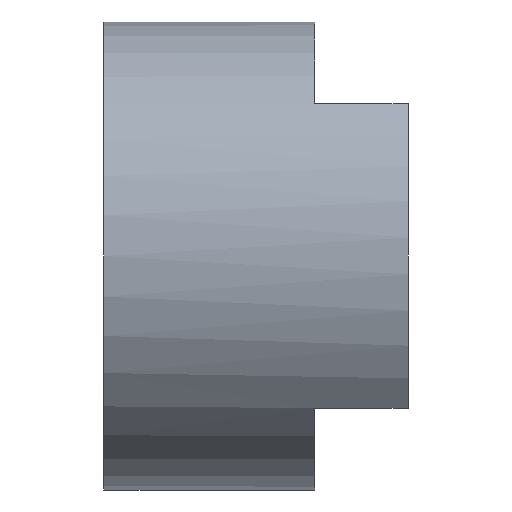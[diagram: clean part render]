
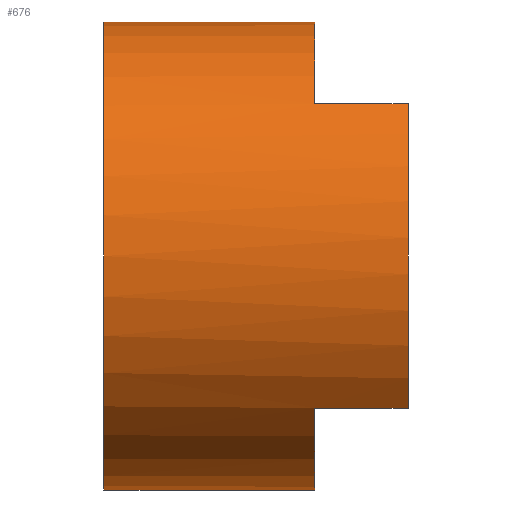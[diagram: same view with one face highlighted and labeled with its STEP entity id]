
A CAD part, left-side view. The second image highlights one B-rep face of the part: STEP entity #676.
In plain terms, the highlighted cylindrical face has radius 10 mm (diameter 20 mm), a partial arc.
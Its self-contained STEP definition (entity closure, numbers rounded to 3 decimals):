
#16 = AXIS2_PLACEMENT_3D ( 'NONE', #136, #561, #25 ) ;
#18 = DIRECTION ( 'NONE',  ( 0., 0., 1. ) ) ;
#20 = LINE ( 'NONE', #360, #655 ) ;
#25 = DIRECTION ( 'NONE',  ( 0., 0., 1. ) ) ;
#33 = VERTEX_POINT ( 'NONE', #799 ) ;
#59 = CARTESIAN_POINT ( 'NONE',  ( -7.599, 4., -6.5 ) ) ;
#98 = ORIENTED_EDGE ( 'NONE', *, *, #541, .T. ) ;
#118 = DIRECTION ( 'NONE',  ( 0., 1., 0. ) ) ;
#135 = CARTESIAN_POINT ( 'NONE',  ( -7.599, 4., 6.5 ) ) ;
#136 = CARTESIAN_POINT ( 'NONE',  ( 0., 13., 0. ) ) ;
#150 = EDGE_CURVE ( 'NONE', #515, #33, #926, .T. ) ;
#155 = DIRECTION ( 'NONE',  ( 0., 0., 1. ) ) ;
#173 = VECTOR ( 'NONE', #800, 1000. ) ;
#201 = CARTESIAN_POINT ( 'NONE',  ( 0., 4., 0. ) ) ;
#207 = EDGE_CURVE ( 'NONE', #394, #993, #407, .T. ) ;
#215 = DIRECTION ( 'NONE',  ( 0., 1., 0. ) ) ;
#219 = VERTEX_POINT ( 'NONE', #59 ) ;
#221 = LINE ( 'NONE', #322, #173 ) ;
#253 = DIRECTION ( 'NONE',  ( 0., 1., 0. ) ) ;
#289 = CARTESIAN_POINT ( 'NONE',  ( 0., 0., 0. ) ) ;
#297 = DIRECTION ( 'NONE',  ( 0., 0., 1. ) ) ;
#298 = LINE ( 'NONE', #605, #1242 ) ;
#322 = CARTESIAN_POINT ( 'NONE',  ( -7.599, -16.401, 6.5 ) ) ;
#360 = CARTESIAN_POINT ( 'NONE',  ( -7.599, -16.401, -6.5 ) ) ;
#364 = EDGE_CURVE ( 'NONE', #644, #219, #20, .T. ) ;
#378 = AXIS2_PLACEMENT_3D ( 'NONE', #289, #1074, #845 ) ;
#391 = CARTESIAN_POINT ( 'NONE',  ( 0., 4., -10. ) ) ;
#394 = VERTEX_POINT ( 'NONE', #135 ) ;
#407 = CIRCLE ( 'NONE', #1148, 10. ) ;
#408 = CYLINDRICAL_SURFACE ( 'NONE', #614, 10. ) ;
#422 = DIRECTION ( 'NONE',  ( 0., 1., 0. ) ) ;
#427 = EDGE_LOOP ( 'NONE', ( #1221, #1088, #597, #98, #672, #867, #441, #1218 ) ) ;
#433 = CARTESIAN_POINT ( 'NONE',  ( 0., 4., -10. ) ) ;
#441 = ORIENTED_EDGE ( 'NONE', *, *, #1236, .T. ) ;
#450 = CARTESIAN_POINT ( 'NONE',  ( 0., 4., 10. ) ) ;
#495 = CARTESIAN_POINT ( 'NONE',  ( -7.599, 0., -6.5 ) ) ;
#515 = VERTEX_POINT ( 'NONE', #391 ) ;
#541 = EDGE_CURVE ( 'NONE', #644, #985, #945, .T. ) ;
#560 = CARTESIAN_POINT ( 'NONE',  ( 0., 4., 0. ) ) ;
#561 = DIRECTION ( 'NONE',  ( 0., 1., 0. ) ) ;
#597 = ORIENTED_EDGE ( 'NONE', *, *, #364, .F. ) ;
#605 = CARTESIAN_POINT ( 'NONE',  ( 0., 4., 10. ) ) ;
#611 = CIRCLE ( 'NONE', #16, 10. ) ;
#614 = AXIS2_PLACEMENT_3D ( 'NONE', #201, #618, #297 ) ;
#618 = DIRECTION ( 'NONE',  ( 0., 1., 0. ) ) ;
#637 = EDGE_CURVE ( 'NONE', #985, #394, #221, .T. ) ;
#644 = VERTEX_POINT ( 'NONE', #495 ) ;
#655 = VECTOR ( 'NONE', #422, 1000. ) ;
#672 = ORIENTED_EDGE ( 'NONE', *, *, #637, .T. ) ;
#676 = ADVANCED_FACE ( 'NONE', ( #724 ), #408, .T. ) ;
#724 = FACE_OUTER_BOUND ( 'NONE', #427, .T. ) ;
#729 = EDGE_CURVE ( 'NONE', #515, #219, #796, .T. ) ;
#771 = CARTESIAN_POINT ( 'NONE',  ( -7.599, 0., 6.5 ) ) ;
#796 = CIRCLE ( 'NONE', #946, 10. ) ;
#799 = CARTESIAN_POINT ( 'NONE',  ( 0., 13., -10. ) ) ;
#800 = DIRECTION ( 'NONE',  ( 0., 1., 0. ) ) ;
#845 = DIRECTION ( 'NONE',  ( 0., 0., 1. ) ) ;
#867 = ORIENTED_EDGE ( 'NONE', *, *, #207, .T. ) ;
#870 = VECTOR ( 'NONE', #118, 1000. ) ;
#926 = LINE ( 'NONE', #433, #870 ) ;
#945 = CIRCLE ( 'NONE', #378, 10. ) ;
#946 = AXIS2_PLACEMENT_3D ( 'NONE', #1106, #215, #18 ) ;
#964 = VERTEX_POINT ( 'NONE', #1027 ) ;
#985 = VERTEX_POINT ( 'NONE', #771 ) ;
#993 = VERTEX_POINT ( 'NONE', #450 ) ;
#999 = DIRECTION ( 'NONE',  ( 0., 1., 0. ) ) ;
#1027 = CARTESIAN_POINT ( 'NONE',  ( 0., 13., 10. ) ) ;
#1074 = DIRECTION ( 'NONE',  ( 0., 1., 0. ) ) ;
#1088 = ORIENTED_EDGE ( 'NONE', *, *, #729, .T. ) ;
#1106 = CARTESIAN_POINT ( 'NONE',  ( 0., 4., 0. ) ) ;
#1148 = AXIS2_PLACEMENT_3D ( 'NONE', #560, #253, #155 ) ;
#1218 = ORIENTED_EDGE ( 'NONE', *, *, #1295, .F. ) ;
#1221 = ORIENTED_EDGE ( 'NONE', *, *, #150, .F. ) ;
#1236 = EDGE_CURVE ( 'NONE', #993, #964, #298, .T. ) ;
#1242 = VECTOR ( 'NONE', #999, 1000. ) ;
#1295 = EDGE_CURVE ( 'NONE', #33, #964, #611, .T. ) ;
